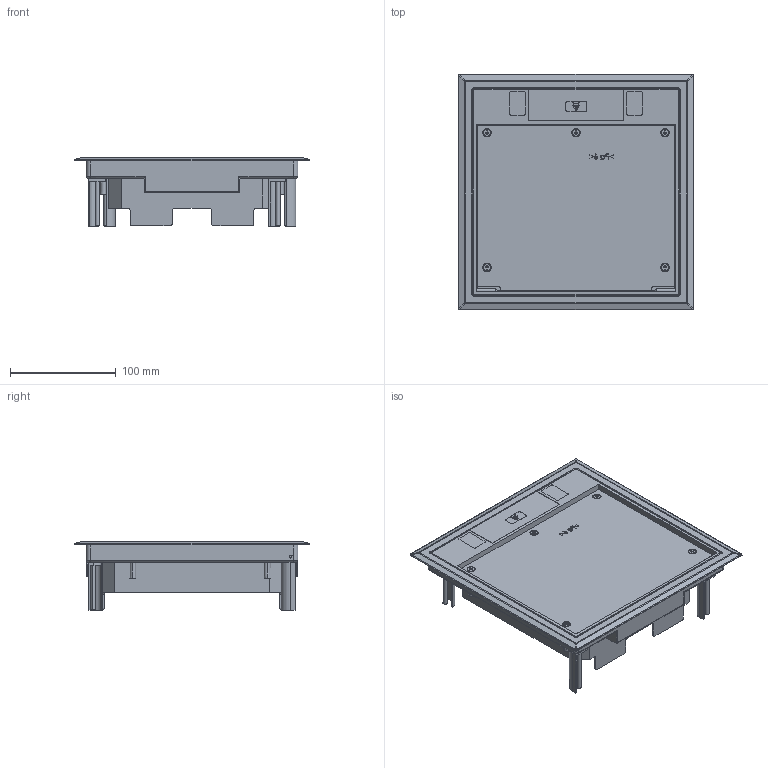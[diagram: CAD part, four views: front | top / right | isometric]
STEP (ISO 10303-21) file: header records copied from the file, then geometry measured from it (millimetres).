
FILE_DESCRIPTION (( 'STEP AP214' ), '1' );
FILE_NAME ('7405145_KSTP1.stp', '2016-05-03T12:59:03', ( '' ), ( '' ), 'SwSTEP 2.0', 'SolidWorks 2014', '' );
FILE_SCHEMA (( 'AUTOMOTIVE_DESIGN' ));
Length unit declared in the file: inch
Products named in the file (15): 042782_Standard; 042781_Standard; 7405145_KSTP1; P_0000001501_1_Standard; 39405602T1_Standard; P_0000002301_1_Standard; P_0000001462_1_Standard; P_0000001464_1_Standard; 35104336_Standard; 015683_Standard; 015625_Standard; 015784_Standard; 015920_Standard; 042785_Standard; 042784_Standard
Assembly tree (27 placements, depth 2):
  7405145_KSTP1
    042781_Standard
    042782_Standard
    042784_Standard
    042785_Standard
    015920_Standard
    015784_Standard  x2
    015625_Standard  x2
    015683_Standard  x2
    35104336_Standard  x5
    P_0000001464_1_Standard  x2
    P_0000001462_1_Standard  x2
    P_0000002301_1_Standard  x2
    39405602T1_Standard  x4
    P_0000001501_1_Standard
Bounding box: 222 x 222 x 65 mm (x, y, z)
Volume: 407218.9 mm3; surface area: 323412.9 mm2
Topology: 32 solids, 34 shells, 1601 faces, 3930 edges, 2402 vertices
Faces by surface type: plane 656, cylinder 452, bspline 355, cone 138
Entity records: 64017 total; most frequent: CARTESIAN_POINT 26327, ORIENTED_EDGE 5144, DIRECTION 4432, EDGE_CURVE 2572, VERTEX_POINT 1591, AXIS2_PLACEMENT_3D 1497, LINE 1438, VECTOR 1438
